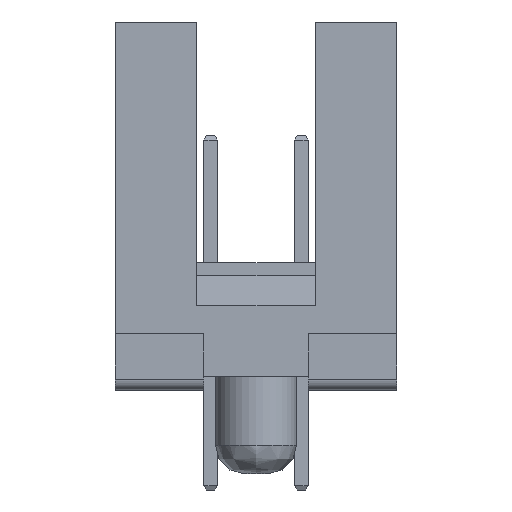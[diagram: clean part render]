
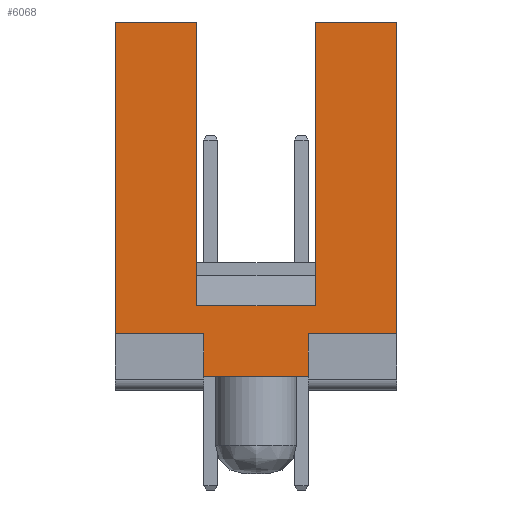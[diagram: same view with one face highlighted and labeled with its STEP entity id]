
A CAD part, left-side view. The second image highlights one B-rep face of the part: STEP entity #6068.
In plain terms, the highlighted planar face has unit normal (-1, 0, 0).
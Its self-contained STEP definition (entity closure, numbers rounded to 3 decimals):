
#6068=ADVANCED_FACE('',(#8757),#7415,.T.);
#7415=PLANE('',#28867);
#8757=FACE_OUTER_BOUND('',#10257,.T.);
#10257=EDGE_LOOP('',(#14457,#14458,#14459,#14460,#14461,#14462,#14463,#14464,
#14465,#14466,#14467,#14468));
#14457=ORIENTED_EDGE('',*,*,#20389,.T.);
#14458=ORIENTED_EDGE('',*,*,#20868,.F.);
#14459=ORIENTED_EDGE('',*,*,#20905,.T.);
#14460=ORIENTED_EDGE('',*,*,#20882,.T.);
#14461=ORIENTED_EDGE('',*,*,#20421,.T.);
#14462=ORIENTED_EDGE('',*,*,#20446,.F.);
#14463=ORIENTED_EDGE('',*,*,#20906,.T.);
#14464=ORIENTED_EDGE('',*,*,#20907,.T.);
#14465=ORIENTED_EDGE('',*,*,#20767,.T.);
#14466=ORIENTED_EDGE('',*,*,#20902,.T.);
#14467=ORIENTED_EDGE('',*,*,#20900,.T.);
#14468=ORIENTED_EDGE('',*,*,#20465,.T.);
#17958=VERTEX_POINT('',#38300);
#17959=VERTEX_POINT('',#38302);
#17982=VERTEX_POINT('',#38360);
#17983=VERTEX_POINT('',#38362);
#18004=VERTEX_POINT('',#38410);
#18021=VERTEX_POINT('',#38450);
#18318=VERTEX_POINT('',#39051);
#18319=VERTEX_POINT('',#39053);
#18371=VERTEX_POINT('',#39293);
#18383=VERTEX_POINT('',#39321);
#18391=VERTEX_POINT('',#39351);
#18394=VERTEX_POINT('',#39365);
#20389=EDGE_CURVE('',#17959,#17958,#23469,.T.);
#20421=EDGE_CURVE('',#17983,#17982,#23501,.T.);
#20446=EDGE_CURVE('',#18004,#17982,#23522,.T.);
#20465=EDGE_CURVE('',#18021,#17959,#23537,.T.);
#20767=EDGE_CURVE('',#18319,#18318,#23835,.T.);
#20868=EDGE_CURVE('',#18371,#17958,#23921,.T.);
#20882=EDGE_CURVE('',#18383,#17983,#23933,.T.);
#20900=EDGE_CURVE('',#18391,#18021,#23951,.T.);
#20902=EDGE_CURVE('',#18318,#18391,#23953,.T.);
#20905=EDGE_CURVE('',#18371,#18383,#23956,.T.);
#20906=EDGE_CURVE('',#18004,#18394,#23957,.T.);
#20907=EDGE_CURVE('',#18394,#18319,#23958,.T.);
#23469=LINE('',#38301,#26512);
#23501=LINE('',#38361,#26544);
#23522=LINE('',#38411,#26565);
#23537=LINE('',#38449,#26580);
#23835=LINE('',#39052,#26878);
#23921=LINE('',#39294,#26964);
#23933=LINE('',#39320,#26976);
#23951=LINE('',#39354,#26994);
#23953=LINE('',#39357,#26996);
#23956=LINE('',#39363,#26999);
#23957=LINE('',#39364,#27000);
#23958=LINE('',#39366,#27001);
#26512=VECTOR('',#32228,1.);
#26544=VECTOR('',#32268,1.);
#26565=VECTOR('',#32303,1.);
#26580=VECTOR('',#32332,1.);
#26878=VECTOR('',#32644,1.);
#26964=VECTOR('',#32856,1.);
#26976=VECTOR('',#32874,1.);
#26994=VECTOR('',#32904,1.);
#26996=VECTOR('',#32908,1.);
#26999=VECTOR('',#32915,1.);
#27000=VECTOR('',#32916,1.);
#27001=VECTOR('',#32917,1.);
#28867=AXIS2_PLACEMENT_3D('',#39367,#32918,#32919);
#32228=DIRECTION('',(0.,1.,0.));
#32268=DIRECTION('',(0.,1.,0.));
#32303=DIRECTION('',(0.,0.,1.));
#32332=DIRECTION('',(0.,0.,1.));
#32644=DIRECTION('',(0.,-1.,0.));
#32856=DIRECTION('',(0.,0.,1.));
#32874=DIRECTION('',(0.,0.,1.));
#32904=DIRECTION('',(0.,-1.,0.));
#32908=DIRECTION('',(0.,0.,1.));
#32915=DIRECTION('',(0.,1.,0.));
#32916=DIRECTION('',(0.,-1.,0.));
#32917=DIRECTION('',(0.,0.,-1.));
#32918=DIRECTION('',(-1.,0.,0.));
#32919=DIRECTION('',(0.,0.,1.));
#38300=CARTESIAN_POINT('',(-2.54,-1.651,5.69));
#38301=CARTESIAN_POINT('',(-2.54,0.,5.69));
#38302=CARTESIAN_POINT('',(-2.54,-3.937,5.69));
#38360=CARTESIAN_POINT('',(-2.54,3.937,5.69));
#38361=CARTESIAN_POINT('',(-2.54,0.,5.69));
#38362=CARTESIAN_POINT('',(-2.54,1.651,5.69));
#38410=CARTESIAN_POINT('',(-2.54,3.937,-3.023));
#38411=CARTESIAN_POINT('',(-2.54,3.937,-4.216));
#38449=CARTESIAN_POINT('',(-2.54,-3.937,-4.216));
#38450=CARTESIAN_POINT('',(-2.54,-3.937,-3.023));
#39051=CARTESIAN_POINT('',(-2.54,-1.467,-4.216));
#39052=CARTESIAN_POINT('',(-2.54,0.,-4.216));
#39053=CARTESIAN_POINT('',(-2.54,1.467,-4.216));
#39293=CARTESIAN_POINT('',(-2.54,-1.651,-2.235));
#39294=CARTESIAN_POINT('',(-2.54,-1.651,-4.216));
#39320=CARTESIAN_POINT('',(-2.54,1.651,-4.216));
#39321=CARTESIAN_POINT('',(-2.54,1.651,-2.235));
#39351=CARTESIAN_POINT('',(-2.54,-1.467,-3.023));
#39354=CARTESIAN_POINT('',(-2.54,-2.702,-3.023));
#39357=CARTESIAN_POINT('',(-2.54,-1.467,-3.62));
#39363=CARTESIAN_POINT('',(-2.54,0.,-2.235));
#39364=CARTESIAN_POINT('',(-2.54,2.702,-3.023));
#39365=CARTESIAN_POINT('',(-2.54,1.467,-3.023));
#39366=CARTESIAN_POINT('',(-2.54,1.467,-3.62));
#39367=CARTESIAN_POINT('',(-2.54,0.,-4.216));
